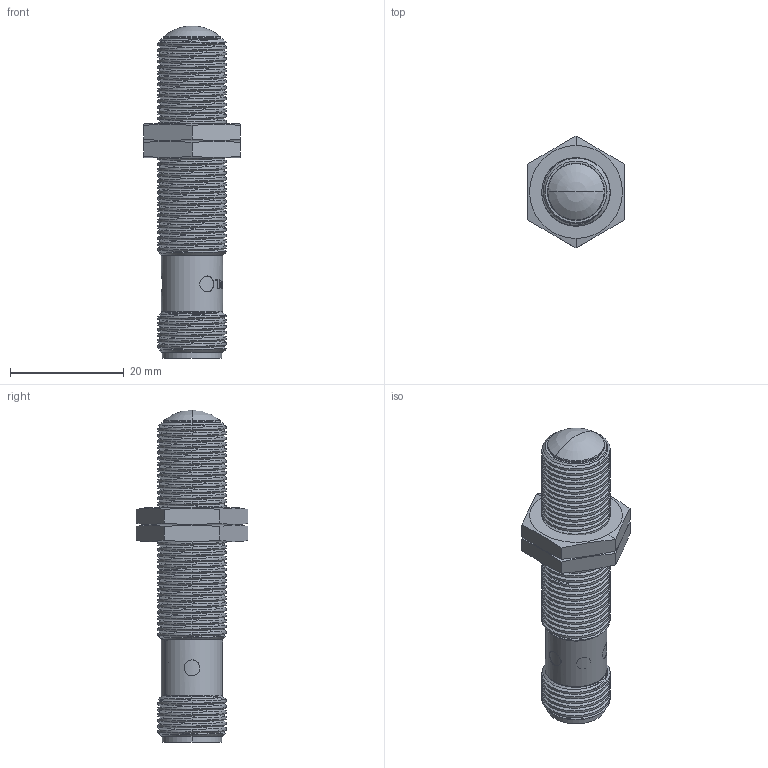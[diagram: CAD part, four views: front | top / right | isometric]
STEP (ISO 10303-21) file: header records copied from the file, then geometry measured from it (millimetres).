
FILE_DESCRIPTION((''),'2;1');
FILE_NAME('TS58_MASTER_ASM','2019-02-20T',('lch'),(''),'CREO PARAMETRIC BY PTC INC, 2015200','CREO PARAMETRIC BY PTC INC, 2015200','');
FILE_SCHEMA(('AUTOMOTIVE_DESIGN { 1 0 10303 214 1 1 1 1 }'));
Length unit declared in the file: millimetre
Products named in the file (3): NUT-TB38_5_1; TB58_J_LED; TS58_MASTER_ASM
Assembly tree (3 placements, depth 2):
  TS58_MASTER_ASM
    NUT-TB38_5_1  x2
    TB58_J_LED
Bounding box: 17 x 19.63 x 58.25 mm (x, y, z)
Volume: 2714.5 mm3; surface area: 7622.8 mm2
Topology: 3 solids, 8 shells, 302 faces, 782 edges, 504 vertices
Faces by surface type: cylinder 152, bspline 63, plane 57, cone 16, sphere 12, torus 2
Entity records: 29387 total; most frequent: CARTESIAN_POINT 22624, ORIENTED_EDGE 1472, DIRECTION 980, EDGE_CURVE 738, VERTEX_POINT 484, AXIS2_PLACEMENT_3D 351, B_SPLINE_CURVE_WITH_KNOTS 342, EDGE_LOOP 314
